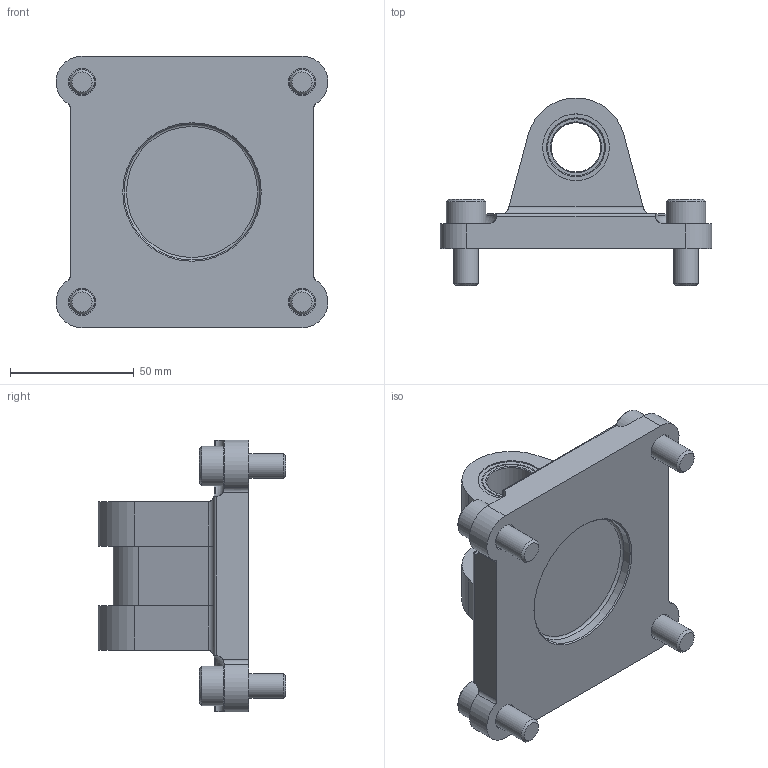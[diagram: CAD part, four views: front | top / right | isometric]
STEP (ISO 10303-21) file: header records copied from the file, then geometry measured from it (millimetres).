
FILE_DESCRIPTION(/* description */ ('STEP AP214'),/* implementation_level */ '2;1');
FILE_NAME(/* name */ '174409_SNCL-100',/* time_stamp */ '2024-09-10T12:48:37+02:00',/* author */ ('License CC BY-ND 4.0'),/* organization */ ('CADENAS'),/* preprocessor_version */ 'ST-DEVELOPER v19.3',/* originating_system */ 'PARTsolutions',/* authorisation */ ' ');
FILE_SCHEMA (('AUTOMOTIVE_DESIGN {1 0 10303 214 3 1 1}'));
Length unit declared in the file: millimetre
Products named in the file (3): 174409 SNCL-100; 687635 SNCL-100---(L); DIN-912 - M10x25(F)
Assembly tree (5 placements, depth 2):
  174409 SNCL-100
    687635 SNCL-100---(L)
    DIN-912 - M10x25(F)  x4
Bounding box: 109.99 x 75.92 x 110 mm (x, y, z)
Volume: 228135.6 mm3; surface area: 48773.3 mm2
Topology: 5 solids, 5 shells, 206 faces, 452 edges, 268 vertices
Faces by surface type: plane 95, cylinder 55, cone 51, torus 5
Full cylindrical faces by diameter (mm): 10 x4, 11 x4, 16 x4, 20 x2, 23 x3, 27 x2, 55 x1
Entity records: 4166 total; most frequent: CARTESIAN_POINT 631, DIRECTION 624, ORIENTED_EDGE 520, EDGE_CURVE 260, AXIS2_PLACEMENT_3D 254, VERTEX_POINT 179, FACE_BOUND 169, EDGE_LOOP 168
